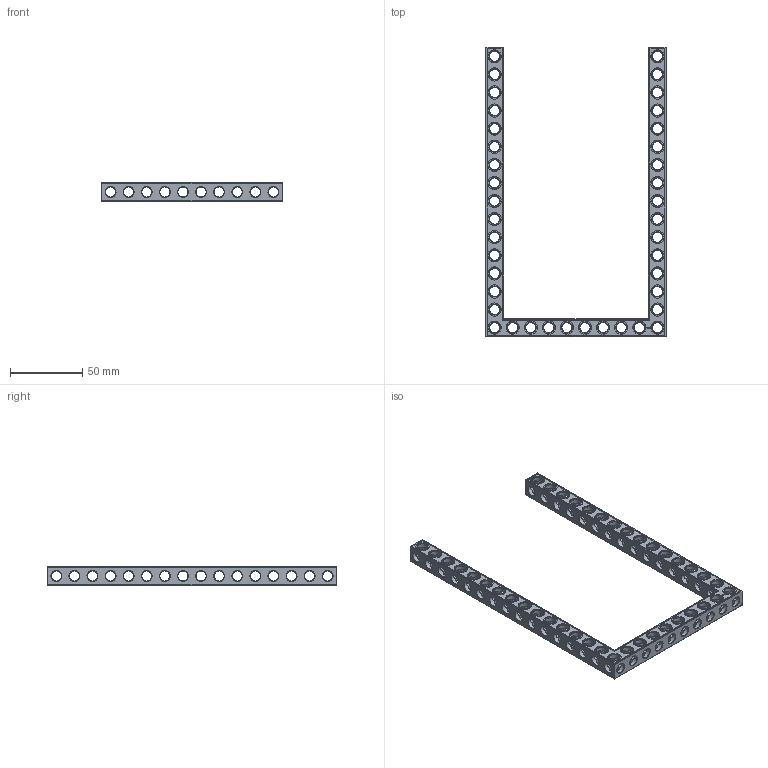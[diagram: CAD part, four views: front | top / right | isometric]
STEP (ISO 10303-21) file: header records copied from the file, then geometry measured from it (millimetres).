
FILE_DESCRIPTION(('FreeCAD Model'),'2;1');
FILE_NAME('Open CASCADE Shape Model','2022-02-26T09:07:22',('Author'),( ''),'Open CASCADE STEP processor 7.5','FreeCAD','Unknown');
FILE_SCHEMA(('AUTOMOTIVE_DESIGN { 1 0 10303 214 1 1 1 1 }'));
Products named in the file (1): Beam AGD ESS USH SYM BU10x16x01 - SPN-BEM-0456 (stemfie.org)
Bounding box: 125 x 200 x 12.5 mm (x, y, z)
Volume: 39090.6 mm3; surface area: 34889.4 mm2
Topology: 1 solids, 1 shells, 981 faces, 2993 edges, 1928 vertices
Faces by surface type: plane 420, cylinder 241, cone 162, extrusion 158
Full cylindrical faces by diameter (mm): 6.98 x34, 7 x167, 9.2 x40
Entity records: 230423 total; most frequent: CARTESIAN_POINT 174782, DIRECTION 8959, ORIENTED_EDGE 5986, PCURVE 5986, DEFINITIONAL_REPRESENTATION 5986, VECTOR 5565, LINE 5407, EDGE_CURVE 2993
